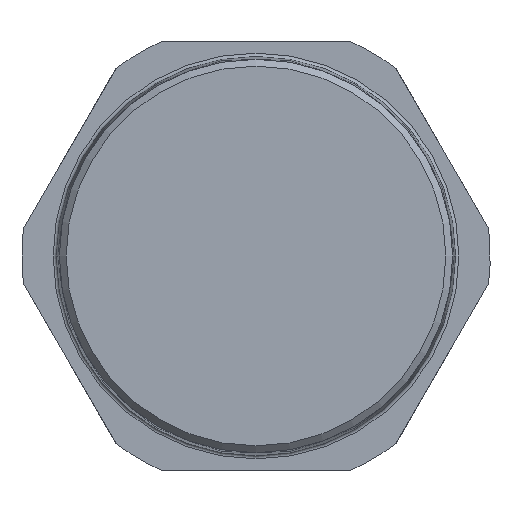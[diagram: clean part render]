
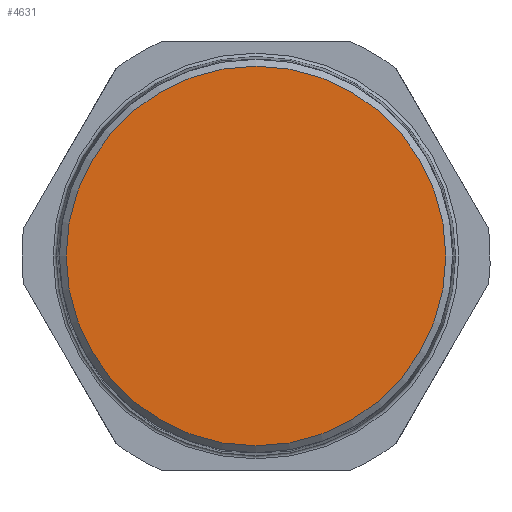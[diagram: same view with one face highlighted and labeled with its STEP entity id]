
A CAD part, front view. The second image highlights one B-rep face of the part: STEP entity #4631.
In plain terms, the highlighted planar face has unit normal (0, -1, 0).
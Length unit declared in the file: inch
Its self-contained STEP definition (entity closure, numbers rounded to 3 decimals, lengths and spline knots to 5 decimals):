
#685=PLANE('',#5082);
#848=FACE_OUTER_BOUND('',#1109,.T.);
#1109=EDGE_LOOP('',(#3299));
#1450=CIRCLE('',#5083,1.13009);
#1806=VERTEX_POINT('',#7953);
#2349=EDGE_CURVE('',#1806,#1806,#1450,.T.);
#3299=ORIENTED_EDGE('',*,*,#2349,.F.);
#4631=ADVANCED_FACE('',(#848),#685,.T.);
#5082=AXIS2_PLACEMENT_3D('',#7952,#5990,#5991);
#5083=AXIS2_PLACEMENT_3D('',#7954,#5992,#5993);
#5990=DIRECTION('center_axis',(0.,-1.,0.));
#5991=DIRECTION('ref_axis',(0.,0.,
1.));
#5992=DIRECTION('center_axis',(0.,1.,0.));
#5993=DIRECTION('ref_axis',(1.,0.,0.));
#7952=CARTESIAN_POINT('Origin',(-1.16946,-1.29795,0.));
#7953=CARTESIAN_POINT('',(-1.13009,-1.29795,0.));
#7954=CARTESIAN_POINT('Origin',(0.,-1.29795,
0.));
